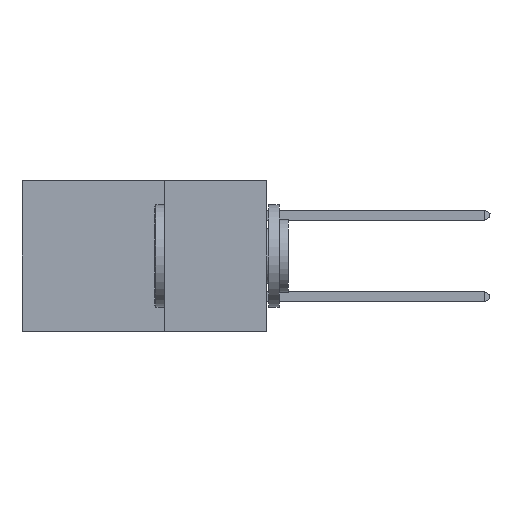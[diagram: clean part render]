
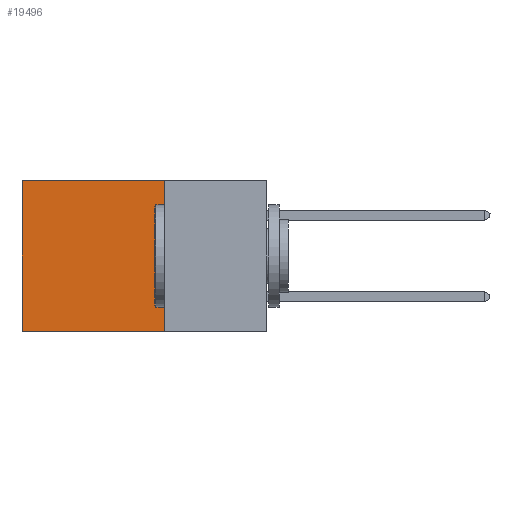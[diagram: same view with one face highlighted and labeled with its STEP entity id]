
A CAD part, left-side view. The second image highlights one B-rep face of the part: STEP entity #19496.
In plain terms, the highlighted planar face has unit normal (-1, 0, 0).
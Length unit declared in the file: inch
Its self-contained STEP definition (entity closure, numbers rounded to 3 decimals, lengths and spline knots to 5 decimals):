
#849 = LINE ( 'NONE', #8560, #13599 ) ;
#920 = EDGE_CURVE ( 'NONE', #9954, #4406, #2990, .T. ) ;
#2351 = DIRECTION ( 'NONE',  ( 1., 0., 0. ) ) ;
#2727 = CARTESIAN_POINT ( 'NONE',  ( 0.2875, 0.25, -0.37 ) ) ;
#2990 = LINE ( 'NONE', #4379, #13720 ) ;
#3086 = EDGE_CURVE ( 'NONE', #11026, #9954, #4882, .T. ) ;
#3164 = DIRECTION ( 'NONE',  ( 0., 1., 0. ) ) ;
#3384 = LINE ( 'NONE', #14533, #14609 ) ;
#4379 = CARTESIAN_POINT ( 'NONE',  ( 0.2875, 0.25, -0.37 ) ) ;
#4406 = VERTEX_POINT ( 'NONE', #17386 ) ;
#4733 = EDGE_LOOP ( 'NONE', ( #14859, #8331, #19579, #17220 ) ) ;
#4882 = LINE ( 'NONE', #17519, #8604 ) ;
#4992 = DIRECTION ( 'NONE',  ( 0., 1., 0. ) ) ;
#6563 = EDGE_CURVE ( 'NONE', #13669, #4406, #849, .T. ) ;
#7948 = DIRECTION ( 'NONE',  ( 0., 0., -1. ) ) ;
#8331 = ORIENTED_EDGE ( 'NONE', *, *, #920, .F. ) ;
#8560 = CARTESIAN_POINT ( 'NONE',  ( 0.2875, 0.6, 0. ) ) ;
#8604 = VECTOR ( 'NONE', #7948, 39.37008 ) ;
#9954 = VERTEX_POINT ( 'NONE', #2727 ) ;
#10022 = CARTESIAN_POINT ( 'NONE',  ( 0.2875, 0.25, 0. ) ) ;
#11026 = VERTEX_POINT ( 'NONE', #10022 ) ;
#13103 = EDGE_CURVE ( 'NONE', #11026, #13669, #3384, .T. ) ;
#13574 = PLANE ( 'NONE',  #19671 ) ;
#13599 = VECTOR ( 'NONE', #18048, 39.37008 ) ;
#13648 = DIRECTION ( 'NONE',  ( 0., 0., -1. ) ) ;
#13669 = VERTEX_POINT ( 'NONE', #16968 ) ;
#13720 = VECTOR ( 'NONE', #3164, 39.37008 ) ;
#14533 = CARTESIAN_POINT ( 'NONE',  ( 0.2875, 0.25, 0. ) ) ;
#14609 = VECTOR ( 'NONE', #4992, 39.37008 ) ;
#14859 = ORIENTED_EDGE ( 'NONE', *, *, #6563, .T. ) ;
#16575 = FACE_OUTER_BOUND ( 'NONE', #4733, .T. ) ;
#16854 = CARTESIAN_POINT ( 'NONE',  ( 0.2875, 0.25, 0. ) ) ;
#16968 = CARTESIAN_POINT ( 'NONE',  ( 0.2875, 0.6, 0. ) ) ;
#17220 = ORIENTED_EDGE ( 'NONE', *, *, #13103, .T. ) ;
#17386 = CARTESIAN_POINT ( 'NONE',  ( 0.2875, 0.6, -0.37 ) ) ;
#17519 = CARTESIAN_POINT ( 'NONE',  ( 0.2875, 0.25, 0. ) ) ;
#18048 = DIRECTION ( 'NONE',  ( 0., 0., -1. ) ) ;
#19496 = ADVANCED_FACE ( 'NONE', ( #16575 ), #13574, .F. ) ;
#19579 = ORIENTED_EDGE ( 'NONE', *, *, #3086, .F. ) ;
#19671 = AXIS2_PLACEMENT_3D ( 'NONE', #16854, #2351, #13648 ) ;
